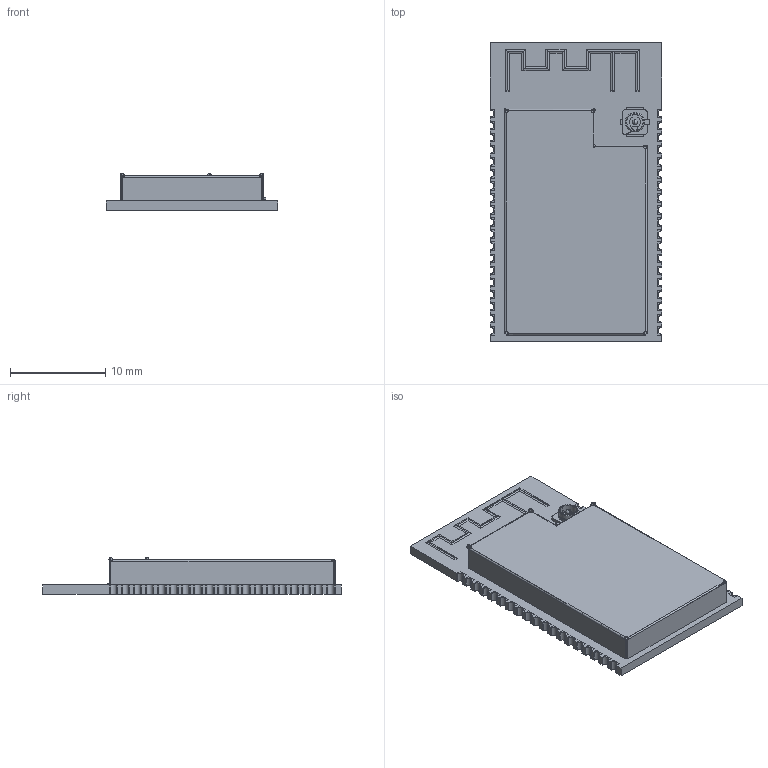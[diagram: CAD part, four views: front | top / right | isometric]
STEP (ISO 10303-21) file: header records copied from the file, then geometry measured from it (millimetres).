
FILE_DESCRIPTION(('FreeCAD Model'),'2;1');
FILE_NAME('Open CASCADE Shape Model','2021-06-25T09:52:48',( 'kicad StepUp'),('ksu MCAD'),'Open CASCADE STEP processor 7.5', 'FreeCAD','Unknown');
FILE_SCHEMA(('AUTOMOTIVE_DESIGN { 1 0 10303 214 1 1 1 1 }'));
Length unit declared in the file: millimetre
Products named in the file (1): ESP32_WROVER_I046_cp
Bounding box: 18 x 31.4 x 3.88 mm (x, y, z)
Volume: 612.6 mm3; surface area: 2564.3 mm2
Topology: 45 solids, 46 shells, 853 faces, 2234 edges, 1459 vertices
Faces by surface type: plane 665, cylinder 168, bspline 12, cone 6, sphere 2
Entity records: 32298 total; most frequent: CARTESIAN_POINT 4925, ORIENTED_EDGE 4428, DIRECTION 4090, EDGE_CURVE 2214, LINE 1878, VECTOR 1878, VERTEX_POINT 1457, AXIS2_PLACEMENT_3D 1106
